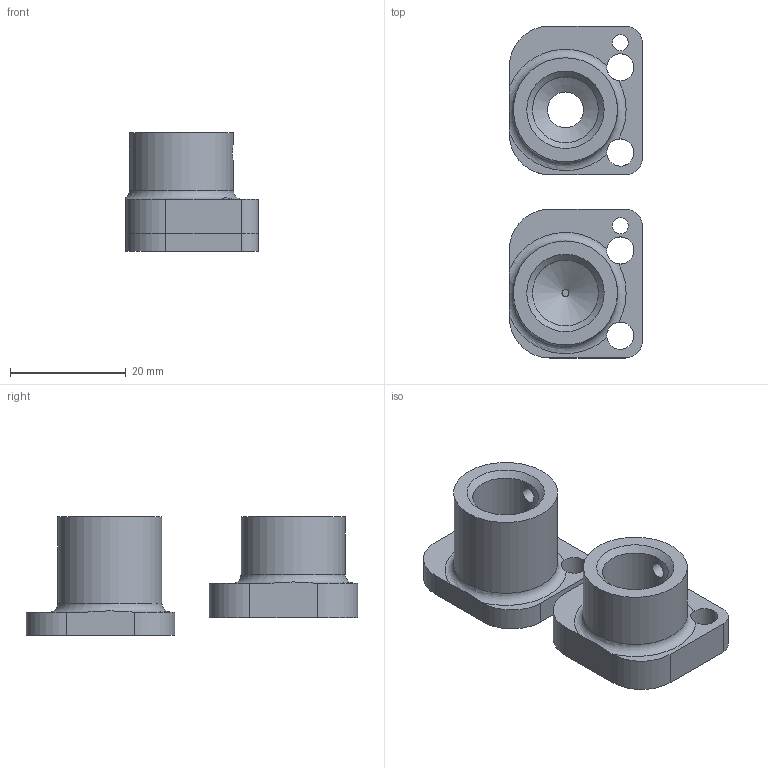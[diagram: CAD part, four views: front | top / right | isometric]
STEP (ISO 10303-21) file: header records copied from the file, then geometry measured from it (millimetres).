
FILE_DESCRIPTION(/* description */ ('STEP AP242','CAx-IF Rec.Pracs.---Representation and Presentation of Product Manufacturing Information (PMI)---4.0---2014-10-13','CAx-IF Rec.Pracs.---3D Tessellated Geometry---0.4---2014-09-14','2;1'),/* implementation_level */ '2;1');
FILE_NAME(/* name */ '62d6a24dc6bc1f2aa5751df7',/* time_stamp */ '2022-07-19T12:23:41+00:00',/* author */ (''),/* organization */ (''),/* preprocessor_version */ 'ST-DEVELOPER v18.102',/* originating_system */ ' ',/* authorisation */ ' ');
FILE_SCHEMA (('AP242_MANAGED_MODEL_BASED_3D_ENGINEERING_MIM_LF { 1 0 10303 442 1 1 4 }'));
Length unit declared in the file: metre
Products named in the file (2): Friction/Clamp Fit Mount; Nozzle Thread Mount
Bounding box: 23.05 x 57.45 x 20.5 mm (x, y, z)
Volume: 9026.8 mm3; surface area: 5984.6 mm2
Topology: 2 solids, 2 shells, 63 faces, 174 edges, 111 vertices
Faces by surface type: plane 28, cylinder 22, cone 9, bspline 2, torus 2
Full cylindrical faces by diameter (mm): 2.7 x2, 2.8 x2, 4.7 x4, 6.2 x1, 10.5 x1, 11.4 x2, 18 x2
Entity records: 2255 total; most frequent: CARTESIAN_POINT 763, DIRECTION 296, ORIENTED_EDGE 268, EDGE_CURVE 134, AXIS2_PLACEMENT_3D 119, EDGE_LOOP 104, FACE_BOUND 104, VERTEX_POINT 98
